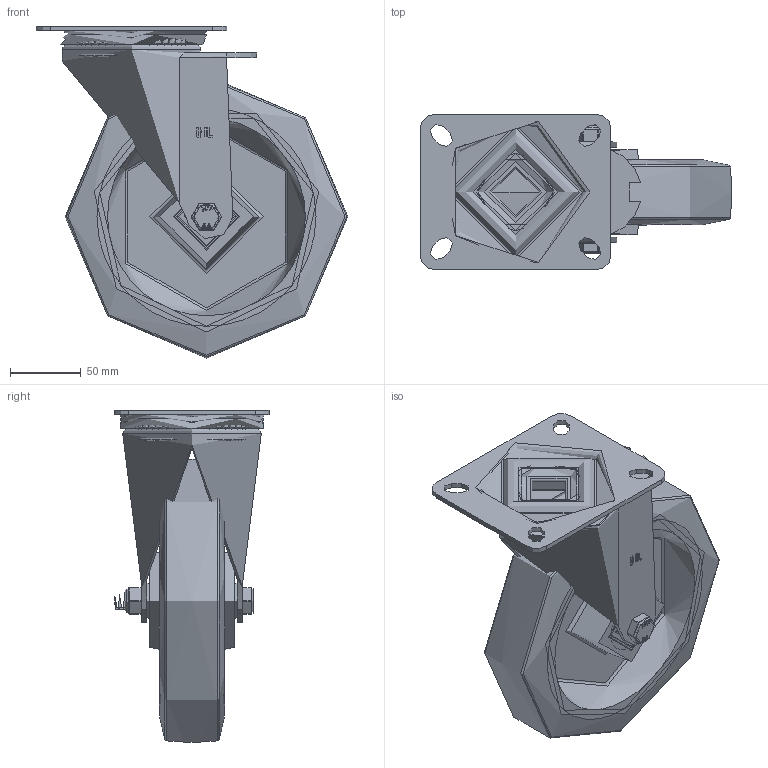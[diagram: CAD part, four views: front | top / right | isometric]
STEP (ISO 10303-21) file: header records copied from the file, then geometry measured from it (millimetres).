
FILE_DESCRIPTION(/* description */ (''),/* implementation_level */ '2;1');
FILE_NAME(/* name */ 'BZMM200RNBJ.step',/* time_stamp */ '2024-07-05T13:12:59+01:00',/* author */ (''),/* organization */ (''),/* preprocessor_version */ 'ST-DEVELOPER v20',/* originating_system */ 'Autodesk Translation Framework v13.14.0.145',/* authorisation */ '');
FILE_SCHEMA (('AUTOMOTIVE_DESIGN { 1 0 10303 214 3 1 1 }','INTEGRATED_CNC_SCHEMA'));
Length unit declared in the file: millimetre
Products named in the file (31): BZMM200RNBJ; BZMM200AS - 2 - 64 v1; ZINC PLATED, PRESSED STEEL TOP PLATE; ZINC PLATED, PRESSED STEEL TOP PLATE Geometry; BALL BEARINGS; Component1; ZINC PLATED, PRESSED STEEL FORK; BEARING SEAL; BZH200WRNBJM20 v1; 75 SHORE A ELASTIC RUBBER TYRE; NYLON RIM; BEARING SPACER; BEARING6204; BALL BEARINGS (1); BEARING6204 (1); BALL BEARINGS (1) (1); Component3; INNER; OUTER; MIDDLE; RUBBER; TH20X2X12 v1; ZINC PLATED HEADED SPACER; TH20X2X12 v1 (1); ZINC PLATED HEADED SPACER (1); HEXBOLTM12X90Z8.8 v2; GRADE 8.8 ZINC PLATED BOLT; NYLOCM12Z v1; NYLOC NUT; NUT; RUBBER (1)
Assembly tree (88 placements, depth 5):
  BZMM200RNBJ
    BZMM200AS - 2 - 64 v1
      ZINC PLATED, PRESSED STEEL TOP PLATE
        ZINC PLATED, PRESSED STEEL TOP PLATE Geometry
        BALL BEARINGS
          Component1  x40
      ZINC PLATED, PRESSED STEEL FORK
      BEARING SEAL
    BZH200WRNBJM20 v1
      75 SHORE A ELASTIC RUBBER TYRE
      NYLON RIM
      BEARING SPACER
      BEARING6204
        INNER
        OUTER
        BALL BEARINGS (1)
          Component3  x8
        MIDDLE
        RUBBER
      BEARING6204 (1)
        BALL BEARINGS (1) (1)
          Component3  x8
        INNER
        OUTER
        MIDDLE
        RUBBER
    TH20X2X12 v1
      ZINC PLATED HEADED SPACER
    TH20X2X12 v1 (1)
      ZINC PLATED HEADED SPACER (1)
    HEXBOLTM12X90Z8.8 v2
      GRADE 8.8 ZINC PLATED BOLT
    NYLOCM12Z v1
      NYLOC NUT
        NUT
        RUBBER (1)
Bounding box: 220.5 x 110 x 234.9 mm (x, y, z)
Volume: 1170416.8 mm3; surface area: 314407.4 mm2
Topology: 77 solids, 77 shells, 1155 faces, 2937 edges, 1947 vertices
Faces by surface type: plane 464, bspline 337, cylinder 206, sphere 106, torus 29, cone 13
Full cylindrical faces by diameter (mm): 9.836 x16, 11.834 x16, 12 x3, 12.2 x4, 14 x2, 17.75 x1, 18.5 x1, 19.8 x2, 20 x3, 24 x1, 25 x2, 27 x2, 28.5 x8, 30.8 x4, 31.3 x4, 33.75 x1, 39.75 x1, 40.3 x4, 40.5 x4, 40.8 x4, 42 x10, 45.5 x1, 47 x4, 50 x1, 55 x1, 78 x1, 91 x1, 98 x1, 155 x2
Entity records: 34742 total; most frequent: CARTESIAN_POINT 16615, ORIENTED_EDGE 3710, DIRECTION 3189, EDGE_CURVE 1855, VERTEX_POINT 1231, AXIS2_PLACEMENT_3D 1182, EDGE_LOOP 910, LINE 825
